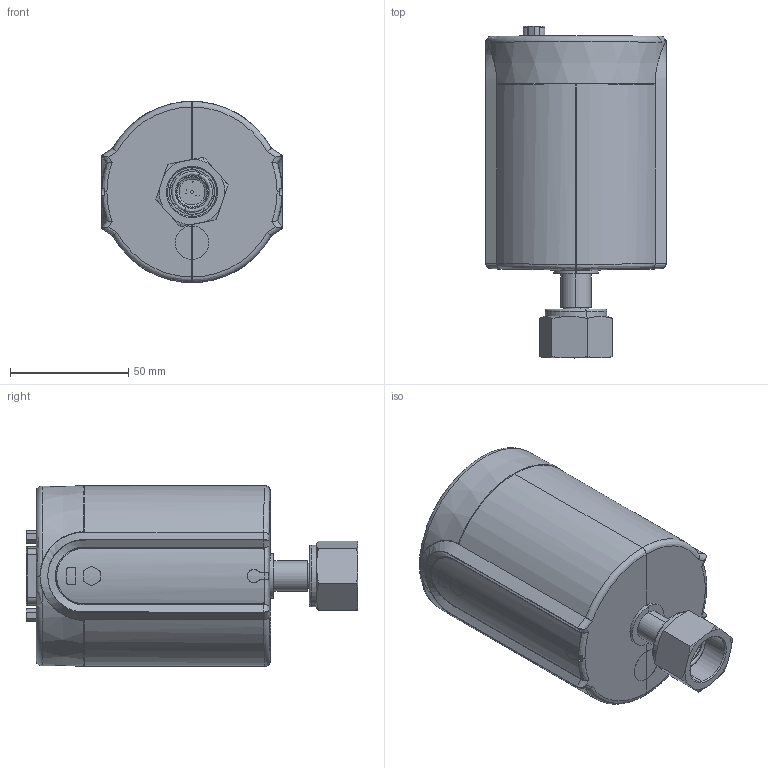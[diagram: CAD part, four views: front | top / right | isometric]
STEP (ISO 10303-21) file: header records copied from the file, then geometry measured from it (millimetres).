
FILE_DESCRIPTION (( 'STEP AP203' ), '1' );
FILE_NAME ('AA02A-FITTING CR-8 VCR FEMALE SHORT TUBE.STEP', '2013-06-28T15:10:53', ( '' ), ( '' ), 'SwSTEP 2.0', 'SolidWorks 2012', '' );
FILE_SCHEMA (( 'CONFIG_CONTROL_DESIGN' ));
Length unit declared in the file: inch
Products named in the file (1): AA02A-FITTING CR-8 VCR FEMALE SHORT TUBE
Bounding box: 76.45 x 140.37 x 76.58 mm (x, y, z)
Surface area: 53669.8 mm2 (no closed solid volume)
Topology: 0 solids, 35 shells, 276 faces, 1646 edges, 1360 vertices
Faces by surface type: cylinder 101, plane 74, sphere 40, bspline 38, cone 14, torus 9
Entity records: 22326 total; most frequent: CARTESIAN_POINT 9618, DIRECTION 2743, ORIENTED_EDGE 2119, EDGE_CURVE 1582, VERTEX_POINT 1330, AXIS2_PLACEMENT_3D 1213, CIRCLE 974, EDGE_LOOP 610
